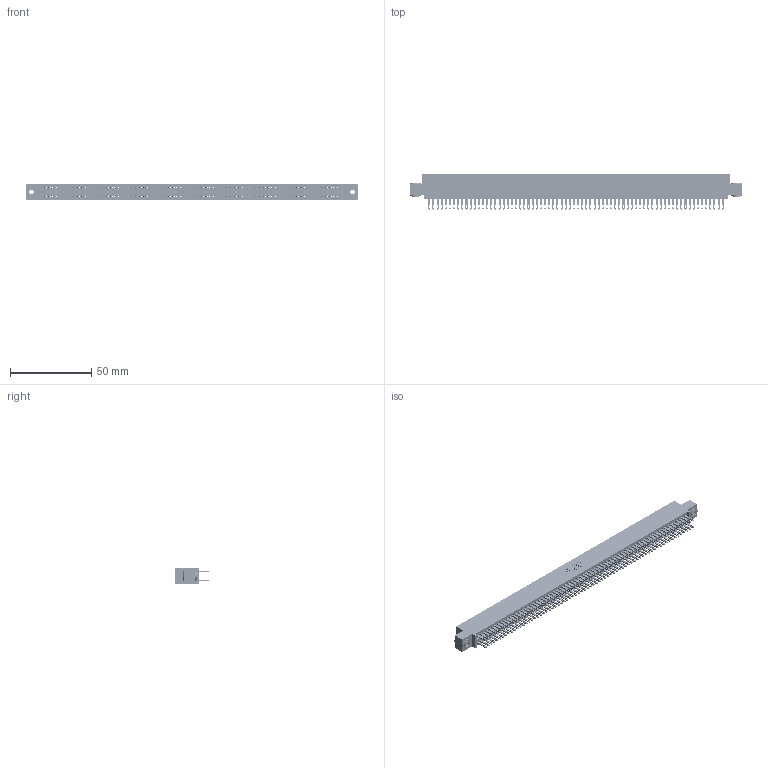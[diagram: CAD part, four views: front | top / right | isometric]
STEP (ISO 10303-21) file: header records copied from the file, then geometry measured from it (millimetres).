
FILE_DESCRIPTION (( 'STEP AP203' ), '1' );
FILE_NAME ('345-144-500-503.STEP', '2019-11-09T06:39:45', ( '' ), ( '' ), 'SwSTEP 2.0', 'SolidWorks 2016', '' );
FILE_SCHEMA (( 'CONFIG_CONTROL_DESIGN' ));
Length unit declared in the file: inch
Products named in the file (4): 345-292-001_345-293-100; 345 Part_0.110 Offset - 0.156 Dia-TH; 345-144-500-503; 345-250-002_345-250-002-102
Assembly tree (147 placements, depth 2):
  345-144-500-503
    345 Part_0.110 Offset - 0.156 Dia-TH
    345-292-001_345-293-100  x144
    345-250-002_345-250-002-102  x2
Bounding box: 204.09 x 21.51 x 9.4 mm (x, y, z)
Volume: 20490 mm3; surface area: 32635.1 mm2
Topology: 147 solids, 147 shells, 6792 faces, 20733 edges, 13818 vertices
Faces by surface type: plane 3982, cylinder 2802, cone 8
Entity records: 53166 total; most frequent: CARTESIAN_POINT 8859, ORIENTED_EDGE 8786, DIRECTION 7807, EDGE_CURVE 4393, LINE 3945, VECTOR 3945, VERTEX_POINT 2926, AXIS2_PLACEMENT_3D 1931
